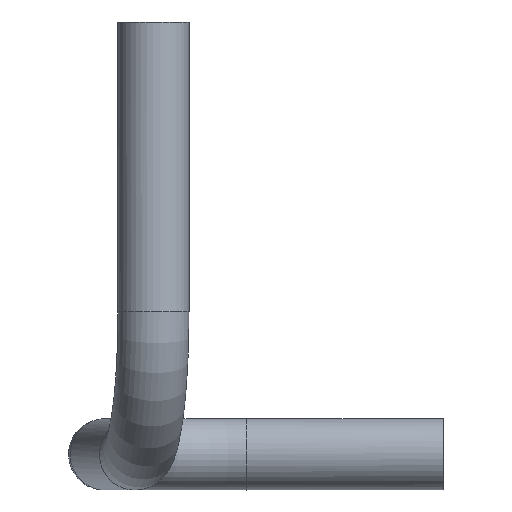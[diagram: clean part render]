
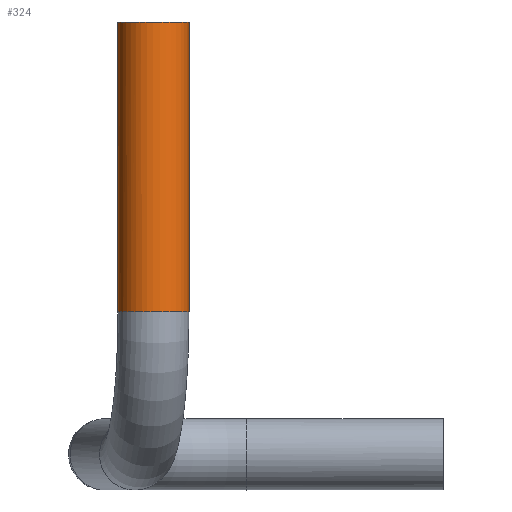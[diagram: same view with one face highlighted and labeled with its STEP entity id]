
A CAD part, left-side view. The second image highlights one B-rep face of the part: STEP entity #324.
In plain terms, the highlighted cylindrical face has radius 21 mm (diameter 42 mm), a full revolution.
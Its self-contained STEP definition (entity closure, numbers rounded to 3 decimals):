
#38=FACE_OUTER_BOUND('',#54,.T.);
#54=EDGE_LOOP('',(#290,#291,#292,#293,#294,#295,#296));
#66=LINE('',#628,#74);
#74=VECTOR('',#522,21.);
#112=CIRCLE('',#397,21.);
#113=CIRCLE('',#398,21.);
#114=CIRCLE('',#399,21.);
#115=CIRCLE('',#401,21.);
#116=CIRCLE('',#402,21.);
#148=VERTEX_POINT('',#619);
#149=VERTEX_POINT('',#621);
#150=VERTEX_POINT('',#623);
#151=VERTEX_POINT('',#627);
#152=VERTEX_POINT('',#629);
#197=EDGE_CURVE('',#148,#149,#112,.T.);
#198=EDGE_CURVE('',#149,#150,#113,.T.);
#199=EDGE_CURVE('',#150,#148,#114,.T.);
#200=EDGE_CURVE('',#150,#151,#66,.T.);
#201=EDGE_CURVE('',#152,#151,#115,.T.);
#202=EDGE_CURVE('',#151,#152,#116,.T.);
#290=ORIENTED_EDGE('',*,*,#198,.F.);
#291=ORIENTED_EDGE('',*,*,#197,.F.);
#292=ORIENTED_EDGE('',*,*,#199,.F.);
#293=ORIENTED_EDGE('',*,*,#200,.T.);
#294=ORIENTED_EDGE('',*,*,#201,.F.);
#295=ORIENTED_EDGE('',*,*,#202,.F.);
#296=ORIENTED_EDGE('',*,*,#200,.F.);
#310=CYLINDRICAL_SURFACE('',#400,21.);
#324=ADVANCED_FACE('',(#38),#310,.T.);
#397=AXIS2_PLACEMENT_3D('',#622,#514,#515);
#398=AXIS2_PLACEMENT_3D('',#624,#516,#517);
#399=AXIS2_PLACEMENT_3D('',#625,#518,#519);
#400=AXIS2_PLACEMENT_3D('',#626,#520,#521);
#401=AXIS2_PLACEMENT_3D('',#630,#523,#524);
#402=AXIS2_PLACEMENT_3D('',#631,#525,#526);
#514=DIRECTION('center_axis',(0.,0.,-1.));
#515=DIRECTION('ref_axis',(1.,0.,0.));
#516=DIRECTION('center_axis',(0.,0.,-1.));
#517=DIRECTION('ref_axis',(1.,0.,0.));
#518=DIRECTION('center_axis',(0.,0.,-1.));
#519=DIRECTION('ref_axis',(1.,0.,0.));
#520=DIRECTION('center_axis',(0.,0.,
-1.));
#521=DIRECTION('ref_axis',(1.,0.,0.));
#522=DIRECTION('',(0.,0.,1.));
#523=DIRECTION('center_axis',(0.,0.,1.));
#524=DIRECTION('ref_axis',(1.,0.,0.));
#525=DIRECTION('center_axis',(0.,0.,1.));
#526=DIRECTION('ref_axis',(1.,0.,0.));
#619=CARTESIAN_POINT('',(20.82,2.741,-171.));
#621=CARTESIAN_POINT('',(21.,0.,-171.));
#622=CARTESIAN_POINT('Origin',(0.,0.,
-171.));
#623=CARTESIAN_POINT('',(-21.,0.,-171.));
#624=CARTESIAN_POINT('Origin',(0.,0.,
-171.));
#625=CARTESIAN_POINT('Origin',(0.,0.,
-171.));
#626=CARTESIAN_POINT('Origin',(0.,0.,0.));
#627=CARTESIAN_POINT('',(-21.,0.,0.));
#628=CARTESIAN_POINT('',(-21.,0.,0.));
#629=CARTESIAN_POINT('',(21.,0.,0.));
#630=CARTESIAN_POINT('Origin',(0.,0.,0.));
#631=CARTESIAN_POINT('Origin',(0.,0.,0.));
